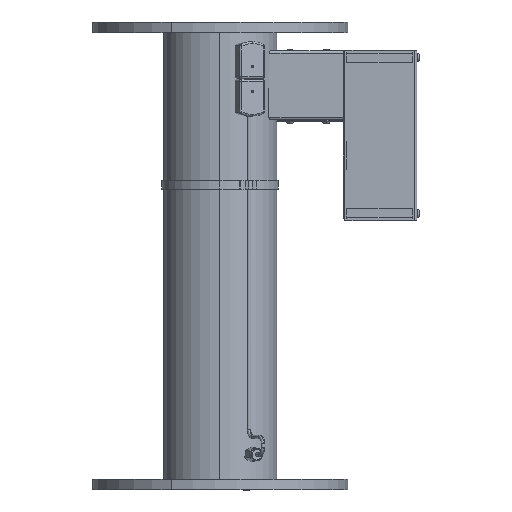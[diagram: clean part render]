
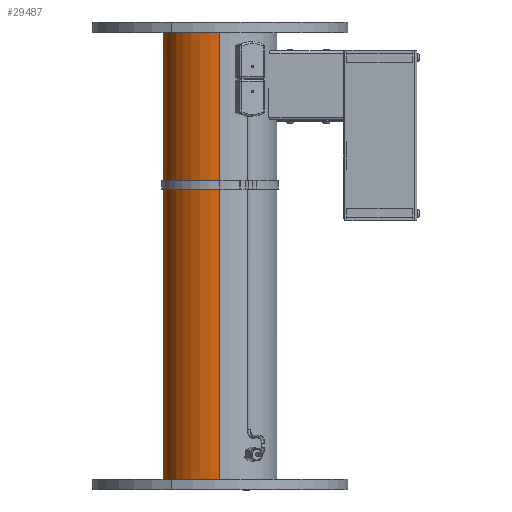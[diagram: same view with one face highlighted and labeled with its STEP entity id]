
A CAD part, left-side view. The second image highlights one B-rep face of the part: STEP entity #29487.
In plain terms, the highlighted cylindrical face has radius 50.8 mm (diameter 101.6 mm), a partial arc.
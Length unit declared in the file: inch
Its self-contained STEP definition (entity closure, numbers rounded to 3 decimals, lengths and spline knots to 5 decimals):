
#1612 = ORIENTED_EDGE ( 'NONE', *, *, #35286, .T. ) ;
#3322 = DIRECTION ( 'NONE',  ( 0., 0., 1. ) ) ;
#5023 = CARTESIAN_POINT ( 'NONE',  ( 1.99994, -0.01523, -3.14373 ) ) ;
#6375 = CIRCLE ( 'NONE', #17010, 2. ) ;
#7854 = ORIENTED_EDGE ( 'NONE', *, *, #34471, .T. ) ;
#8535 = CARTESIAN_POINT ( 'NONE',  ( 1.99994, -0.01523, -3.14373 ) ) ;
#9436 = DIRECTION ( 'NONE',  ( -1., 0.008, 0. ) ) ;
#9566 = CIRCLE ( 'NONE', #30672, 2. ) ;
#10977 = CARTESIAN_POINT ( 'NONE',  ( -1.99994, 0.01523, 13.35627 ) ) ;
#11191 = DIRECTION ( 'NONE',  ( 0., 0., -1. ) ) ;
#13547 = ORIENTED_EDGE ( 'NONE', *, *, #13728, .T. ) ;
#13728 = EDGE_CURVE ( 'NONE', #26706, #30766, #33114, .T. ) ;
#13744 = CARTESIAN_POINT ( 'NONE',  ( 1.99994, -0.01523, 13.35627 ) ) ;
#13861 = CARTESIAN_POINT ( 'NONE',  ( 0., 0., -3.14373 ) ) ;
#14516 = CARTESIAN_POINT ( 'NONE',  ( -1.99994, 0.01523, -3.14373 ) ) ;
#17010 = AXIS2_PLACEMENT_3D ( 'NONE', #31947, #11191, #35385 ) ;
#17365 = DIRECTION ( 'NONE',  ( -1., 0.008, 0. ) ) ;
#17632 = VERTEX_POINT ( 'NONE', #5023 ) ;
#19833 = CYLINDRICAL_SURFACE ( 'NONE', #22825, 2. ) ;
#22825 = AXIS2_PLACEMENT_3D ( 'NONE', #37131, #44080, #9436 ) ;
#24134 = CARTESIAN_POINT ( 'NONE',  ( -1.99994, 0.01523, -3.14373 ) ) ;
#25985 = DIRECTION ( 'NONE',  ( 0., 0., 1. ) ) ;
#26706 = VERTEX_POINT ( 'NONE', #14516 ) ;
#28737 = ORIENTED_EDGE ( 'NONE', *, *, #40100, .F. ) ;
#29487 = ADVANCED_FACE ( 'NONE', ( #31220 ), #19833, .T. ) ;
#30672 = AXIS2_PLACEMENT_3D ( 'NONE', #13861, #38070, #17365 ) ;
#30766 = VERTEX_POINT ( 'NONE', #10977 ) ;
#31220 = FACE_OUTER_BOUND ( 'NONE', #31597, .T. ) ;
#31597 = EDGE_LOOP ( 'NONE', ( #28737, #1612, #13547, #7854 ) ) ;
#31947 = CARTESIAN_POINT ( 'NONE',  ( 0., 0., 13.35627 ) ) ;
#32056 = VECTOR ( 'NONE', #3322, 39.37008 ) ;
#33114 = LINE ( 'NONE', #24134, #32056 ) ;
#34471 = EDGE_CURVE ( 'NONE', #30766, #36412, #6375, .T. ) ;
#35286 = EDGE_CURVE ( 'NONE', #17632, #26706, #9566, .T. ) ;
#35385 = DIRECTION ( 'NONE',  ( -1., 0.008, 0. ) ) ;
#36412 = VERTEX_POINT ( 'NONE', #13744 ) ;
#37131 = CARTESIAN_POINT ( 'NONE',  ( 0., 0., -3.14373 ) ) ;
#38070 = DIRECTION ( 'NONE',  ( 0., 0., 1. ) ) ;
#40100 = EDGE_CURVE ( 'NONE', #17632, #36412, #44888, .T. ) ;
#42733 = VECTOR ( 'NONE', #25985, 39.37008 ) ;
#44080 = DIRECTION ( 'NONE',  ( 0., 0., 1. ) ) ;
#44888 = LINE ( 'NONE', #8535, #42733 ) ;
